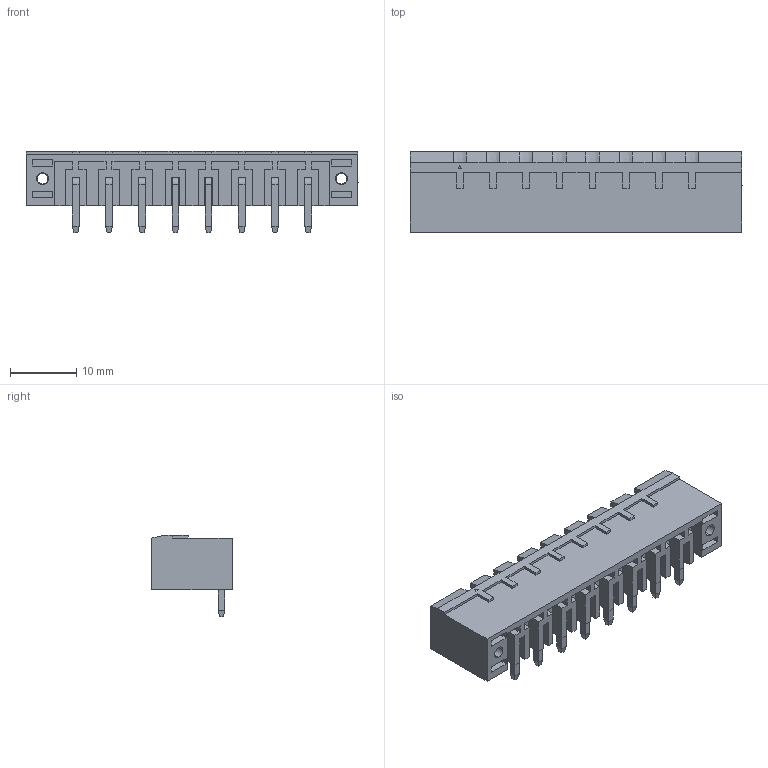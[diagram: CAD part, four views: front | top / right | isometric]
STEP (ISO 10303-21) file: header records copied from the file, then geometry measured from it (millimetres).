
FILE_DESCRIPTION (( 'STEP AP214' ), '1' );
FILE_NAME ('2EDGRM-5.0-08P-14-00AH.STEP', '2021-03-07T13:28:59', ( '' ), ( '' ), 'SwSTEP 2.0', 'SolidWorks 2020', '' );
FILE_SCHEMA (( 'AUTOMOTIVE_DESIGN' ));
Length unit declared in the file: millimetre
Products named in the file (1): 2EDGRM-5.0-08P-14-00AH
Bounding box: 50 x 12.1 x 12.2 mm (x, y, z)
Volume: 2421.5 mm3; surface area: 4367.5 mm2
Topology: 1 solids, 1 shells, 948 faces, 2551 edges, 1650 vertices
Faces by surface type: plane 730, bspline 154, cylinder 36, cone 28
Entity records: 42673 total; most frequent: CARTESIAN_POINT 14184, ORIENTED_EDGE 5102, DIRECTION 3969, EDGE_CURVE 2551, LINE 1979, VECTOR 1979, VERTEX_POINT 1650, EDGE_LOOP 997
